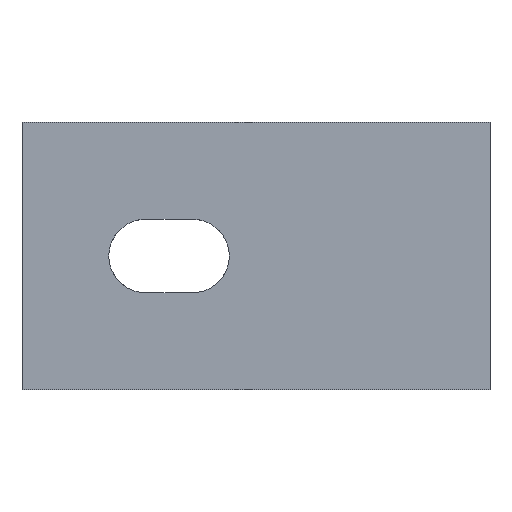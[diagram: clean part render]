
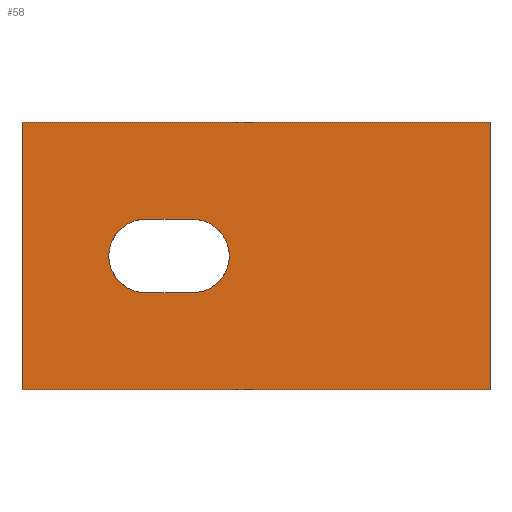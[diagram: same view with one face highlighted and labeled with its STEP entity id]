
A CAD part, left-side view. The second image highlights one B-rep face of the part: STEP entity #58.
In plain terms, the highlighted planar face has unit normal (-1, 0, 0).
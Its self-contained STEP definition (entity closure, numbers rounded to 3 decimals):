
#16=FACE_BOUND('',#130,.T.);
#58=ADVANCED_FACE('',(#93,#16),#519,.T.);
#93=FACE_OUTER_BOUND('',#129,.T.);
#129=EDGE_LOOP('',(#277,#278,#279,#280));
#130=EDGE_LOOP('',(#281,#282,#283,#284));
#277=ORIENTED_EDGE('',*,*,#360,.F.);
#278=ORIENTED_EDGE('',*,*,#353,.F.);
#279=ORIENTED_EDGE('',*,*,#356,.F.);
#280=ORIENTED_EDGE('',*,*,#358,.F.);
#281=ORIENTED_EDGE('',*,*,#344,.F.);
#282=ORIENTED_EDGE('',*,*,#341,.F.);
#283=ORIENTED_EDGE('',*,*,#361,.T.);
#284=ORIENTED_EDGE('',*,*,#347,.F.);
#341=EDGE_CURVE('',#472,#469,#423,.T.);
#344=EDGE_CURVE('',#469,#473,#370,.T.);
#347=EDGE_CURVE('',#473,#475,#426,.T.);
#353=EDGE_CURVE('',#481,#482,#431,.T.);
#356=EDGE_CURVE('',#483,#481,#434,.T.);
#358=EDGE_CURVE('',#484,#483,#436,.T.);
#360=EDGE_CURVE('',#482,#484,#438,.T.);
#361=EDGE_CURVE('',#472,#475,#372,.T.);
#370=(
BOUNDED_CURVE()
B_SPLINE_CURVE(2,(#1063,#1064,#1065,#1066,#1067),.UNSPECIFIED.,.F.,.F.)
B_SPLINE_CURVE_WITH_KNOTS((3,2,3),(0.,8.639,17.279),
 .UNSPECIFIED.)
CURVE()
GEOMETRIC_REPRESENTATION_ITEM()
RATIONAL_B_SPLINE_CURVE((1.,0.707,1.,0.707,1.))
REPRESENTATION_ITEM('')
);
#372=(
BOUNDED_CURVE()
B_SPLINE_CURVE(2,(#1103,#1104,#1105,#1106,#1107),.UNSPECIFIED.,.F.,.F.)
B_SPLINE_CURVE_WITH_KNOTS((3,2,3),(-17.279,-8.639,
0.),.UNSPECIFIED.)
CURVE()
GEOMETRIC_REPRESENTATION_ITEM()
RATIONAL_B_SPLINE_CURVE((1.,0.707,1.,0.707,1.))
REPRESENTATION_ITEM('')
);
#423=B_SPLINE_CURVE_WITH_KNOTS('',1,(#1054,#1055),.UNSPECIFIED.,.F.,.F.,
(2,2),(0.,7.),.UNSPECIFIED.);
#426=B_SPLINE_CURVE_WITH_KNOTS('',1,(#1072,#1073),.UNSPECIFIED.,.F.,.F.,
(2,2),(0.,7.),.UNSPECIFIED.);
#431=B_SPLINE_CURVE_WITH_KNOTS('',1,(#1087,#1088),.UNSPECIFIED.,.F.,.F.,
(2,2),(-40.,0.),.UNSPECIFIED.);
#434=B_SPLINE_CURVE_WITH_KNOTS('',1,(#1093,#1094),.UNSPECIFIED.,.F.,.F.,
(2,2),(-70.,0.),.UNSPECIFIED.);
#436=B_SPLINE_CURVE_WITH_KNOTS('',1,(#1097,#1098),.UNSPECIFIED.,.F.,.F.,
(2,2),(-40.,0.),.UNSPECIFIED.);
#438=B_SPLINE_CURVE_WITH_KNOTS('',1,(#1101,#1102),.UNSPECIFIED.,.F.,.F.,
(2,2),(-70.,0.),.UNSPECIFIED.);
#469=VERTEX_POINT('',#1032);
#472=VERTEX_POINT('',#1035);
#473=VERTEX_POINT('',#1036);
#475=VERTEX_POINT('',#1038);
#481=VERTEX_POINT('',#1044);
#482=VERTEX_POINT('',#1045);
#483=VERTEX_POINT('',#1046);
#484=VERTEX_POINT('',#1047);
#519=PLANE('',#585);
#585=AXIS2_PLACEMENT_3D('',#1031,#616,$);
#616=DIRECTION('',(-1.,0.,0.));
#1031=CARTESIAN_POINT('',(0.,38.001,-24.001));
#1032=CARTESIAN_POINT('',(0.,12.5,5.5));
#1035=CARTESIAN_POINT('',(0.,5.5,5.5));
#1036=CARTESIAN_POINT('',(0.,12.5,-5.5));
#1038=CARTESIAN_POINT('',(0.,5.5,-5.5));
#1044=CARTESIAN_POINT('',(0.,-39.,20.));
#1045=CARTESIAN_POINT('',(0.,-39.,-20.));
#1046=CARTESIAN_POINT('',(0.,31.,20.));
#1047=CARTESIAN_POINT('',(0.,31.,-20.));
#1054=CARTESIAN_POINT('',(0.,5.5,5.5));
#1055=CARTESIAN_POINT('',(0.,12.5,5.5));
#1063=CARTESIAN_POINT('',(0.,12.5,5.5));
#1064=CARTESIAN_POINT('',(0.,18.,5.5));
#1065=CARTESIAN_POINT('',(0.,18.,0.));
#1066=CARTESIAN_POINT('',(0.,18.,-5.5));
#1067=CARTESIAN_POINT('',(0.,12.5,-5.5));
#1072=CARTESIAN_POINT('',(0.,12.5,-5.5));
#1073=CARTESIAN_POINT('',(0.,5.5,-5.5));
#1087=CARTESIAN_POINT('',(0.,-39.,20.));
#1088=CARTESIAN_POINT('',(0.,-39.,-20.));
#1093=CARTESIAN_POINT('',(0.,31.,20.));
#1094=CARTESIAN_POINT('',(0.,-39.,20.));
#1097=CARTESIAN_POINT('',(0.,31.,-20.));
#1098=CARTESIAN_POINT('',(0.,31.,20.));
#1101=CARTESIAN_POINT('',(0.,-39.,-20.));
#1102=CARTESIAN_POINT('',(0.,31.,-20.));
#1103=CARTESIAN_POINT('',(0.,5.5,5.5));
#1104=CARTESIAN_POINT('',(0.,0.,5.5));
#1105=CARTESIAN_POINT('',(0.,0.,0.));
#1106=CARTESIAN_POINT('',(0.,0.,-5.5));
#1107=CARTESIAN_POINT('',(0.,5.5,-5.5));
